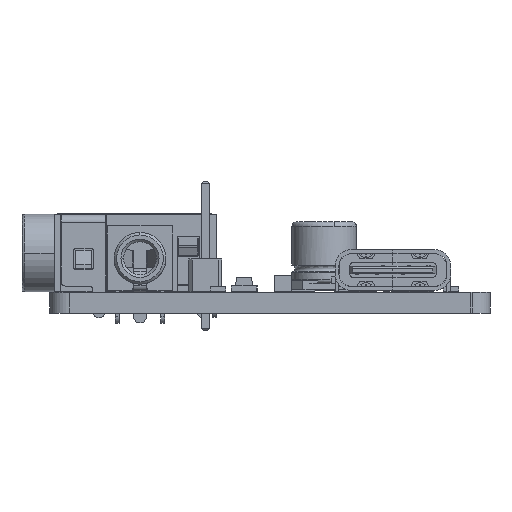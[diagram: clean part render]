
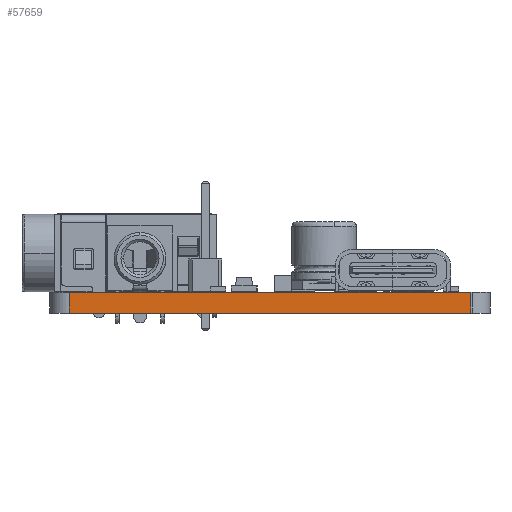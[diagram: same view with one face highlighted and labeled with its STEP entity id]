
A CAD part, left-side view. The second image highlights one B-rep face of the part: STEP entity #57659.
In plain terms, the highlighted planar face has unit normal (-1, 0, 0).
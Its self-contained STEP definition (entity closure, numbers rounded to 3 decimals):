
#56072 = VERTEX_POINT('',#56073);
#56073 = CARTESIAN_POINT('',(121.5,-90.5,0.));
#56080 = EDGE_CURVE('',#56081,#56072,#56083,.T.);
#56081 = VERTEX_POINT('',#56082);
#56082 = CARTESIAN_POINT('',(121.5,-121.5,0.));
#56083 = LINE('',#56084,#56085);
#56084 = CARTESIAN_POINT('',(121.5,-121.5,0.));
#56085 = VECTOR('',#56086,1.);
#56086 = DIRECTION('',(0.,1.,0.));
#56839 = VERTEX_POINT('',#56840);
#56840 = CARTESIAN_POINT('',(121.5,-90.5,1.6));
#56847 = EDGE_CURVE('',#56848,#56839,#56850,.T.);
#56848 = VERTEX_POINT('',#56849);
#56849 = CARTESIAN_POINT('',(121.5,-121.5,1.6));
#56850 = LINE('',#56851,#56852);
#56851 = CARTESIAN_POINT('',(121.5,-121.5,1.6));
#56852 = VECTOR('',#56853,1.);
#56853 = DIRECTION('',(0.,1.,0.));
#57629 = EDGE_CURVE('',#56072,#56839,#57630,.T.);
#57630 = LINE('',#57631,#57632);
#57631 = CARTESIAN_POINT('',(121.5,-90.5,0.));
#57632 = VECTOR('',#57633,1.);
#57633 = DIRECTION('',(0.,0.,1.));
#57659 = ADVANCED_FACE('',(#57660),#57671,.T.);
#57660 = FACE_BOUND('',#57661,.T.);
#57661 = EDGE_LOOP('',(#57662,#57668,#57669,#57670));
#57662 = ORIENTED_EDGE('',*,*,#57663,.T.);
#57663 = EDGE_CURVE('',#56081,#56848,#57664,.T.);
#57664 = LINE('',#57665,#57666);
#57665 = CARTESIAN_POINT('',(121.5,-121.5,0.));
#57666 = VECTOR('',#57667,1.);
#57667 = DIRECTION('',(0.,0.,1.));
#57668 = ORIENTED_EDGE('',*,*,#56847,.T.);
#57669 = ORIENTED_EDGE('',*,*,#57629,.F.);
#57670 = ORIENTED_EDGE('',*,*,#56080,.F.);
#57671 = PLANE('',#57672);
#57672 = AXIS2_PLACEMENT_3D('',#57673,#57674,#57675);
#57673 = CARTESIAN_POINT('',(121.5,-121.5,0.));
#57674 = DIRECTION('',(-1.,0.,0.));
#57675 = DIRECTION('',(0.,1.,0.));
